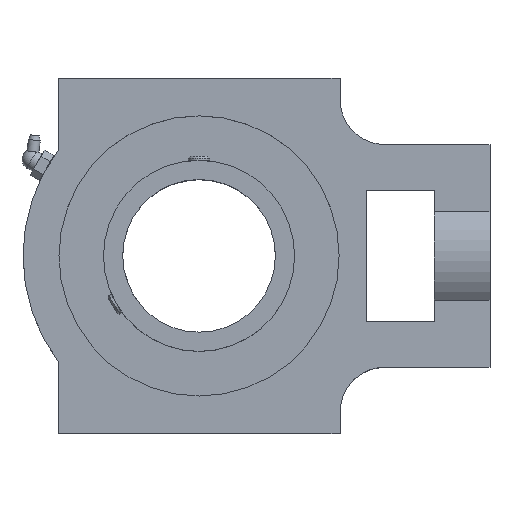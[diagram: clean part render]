
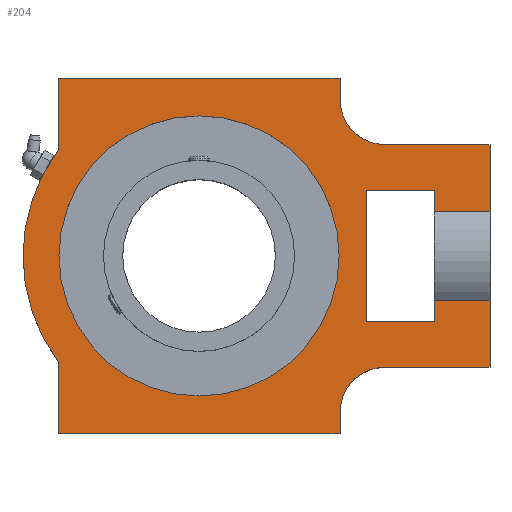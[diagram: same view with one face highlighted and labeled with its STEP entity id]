
A CAD part, top view. The second image highlights one B-rep face of the part: STEP entity #204.
In plain terms, the highlighted planar face has unit normal (0, 0, 1).
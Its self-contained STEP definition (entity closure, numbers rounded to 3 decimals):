
#204 = ADVANCED_FACE( '', ( #343, #344 ), #345, .T. );
#343 = FACE_BOUND( '', #535, .T. );
#344 = FACE_OUTER_BOUND( '', #536, .T. );
#345 = PLANE( '', #537 );
#535 = EDGE_LOOP( '', ( #852 ) );
#536 = EDGE_LOOP( '', ( #853, #854, #855, #856, #857, #858, #859, #860, #861, #862, #863, #864, #865, #866, #867, #868, #869, #870, #871, #872 ) );
#537 = AXIS2_PLACEMENT_3D( '', #873, #874, #875 );
#852 = ORIENTED_EDGE( '', *, *, #1276, .F. );
#853 = ORIENTED_EDGE( '', *, *, #1277, .T. );
#854 = ORIENTED_EDGE( '', *, *, #1278, .F. );
#855 = ORIENTED_EDGE( '', *, *, #1279, .T. );
#856 = ORIENTED_EDGE( '', *, *, #1280, .F. );
#857 = ORIENTED_EDGE( '', *, *, #1281, .T. );
#858 = ORIENTED_EDGE( '', *, *, #1282, .T. );
#859 = ORIENTED_EDGE( '', *, *, #1283, .T. );
#860 = ORIENTED_EDGE( '', *, *, #1284, .T. );
#861 = ORIENTED_EDGE( '', *, *, #1285, .T. );
#862 = ORIENTED_EDGE( '', *, *, #1286, .F. );
#863 = ORIENTED_EDGE( '', *, *, #1287, .T. );
#864 = ORIENTED_EDGE( '', *, *, #1288, .F. );
#865 = ORIENTED_EDGE( '', *, *, #1289, .F. );
#866 = ORIENTED_EDGE( '', *, *, #1290, .T. );
#867 = ORIENTED_EDGE( '', *, *, #1291, .F. );
#868 = ORIENTED_EDGE( '', *, *, #1292, .F. );
#869 = ORIENTED_EDGE( '', *, *, #1293, .F. );
#870 = ORIENTED_EDGE( '', *, *, #1294, .T. );
#871 = ORIENTED_EDGE( '', *, *, #1295, .T. );
#872 = ORIENTED_EDGE( '', *, *, #1296, .F. );
#873 = CARTESIAN_POINT( '', ( 131., 99., 27. ) );
#874 = DIRECTION( '', ( 0., 0., 1. ) );
#875 = DIRECTION( '', ( 1., 0., 0. ) );
#1276 = EDGE_CURVE( '', #1496, #1496, #1497, .T. );
#1277 = EDGE_CURVE( '', #1498, #1499, #1500, .T. );
#1278 = EDGE_CURVE( '', #1501, #1499, #1502, .T. );
#1279 = EDGE_CURVE( '', #1501, #1503, #1504, .T. );
#1280 = EDGE_CURVE( '', #1505, #1503, #1506, .T. );
#1281 = EDGE_CURVE( '', #1505, #1507, #1508, .T. );
#1282 = EDGE_CURVE( '', #1507, #1509, #1510, .T. );
#1283 = EDGE_CURVE( '', #1509, #1511, #1512, .T. );
#1284 = EDGE_CURVE( '', #1511, #1513, #1514, .T. );
#1285 = EDGE_CURVE( '', #1513, #1515, #1516, .T. );
#1286 = EDGE_CURVE( '', #1517, #1515, #1518, .T. );
#1287 = EDGE_CURVE( '', #1517, #1519, #1520, .T. );
#1288 = EDGE_CURVE( '', #1521, #1519, #1522, .T. );
#1289 = EDGE_CURVE( '', #1523, #1521, #1524, .T. );
#1290 = EDGE_CURVE( '', #1523, #1525, #1526, .T. );
#1291 = EDGE_CURVE( '', #1527, #1525, #1528, .T. );
#1292 = EDGE_CURVE( '', #1529, #1527, #1530, .T. );
#1293 = EDGE_CURVE( '', #1531, #1529, #1532, .T. );
#1294 = EDGE_CURVE( '', #1531, #1533, #1534, .T. );
#1295 = EDGE_CURVE( '', #1533, #1535, #1536, .T. );
#1296 = EDGE_CURVE( '', #1498, #1535, #1537, .T. );
#1496 = VERTEX_POINT( '', #2147 );
#1497 = CIRCLE( '', #2148, 78. );
#1498 = VERTEX_POINT( '', #2149 );
#1499 = VERTEX_POINT( '', #2150 );
#1500 = LINE( '', #2151, #2152 );
#1501 = VERTEX_POINT( '', #2153 );
#1502 = CIRCLE( '', #2154, 25. );
#1503 = VERTEX_POINT( '', #2155 );
#1504 = LINE( '', #2156, #2157 );
#1505 = VERTEX_POINT( '', #2158 );
#1506 = LINE( '', #2159, #2160 );
#1507 = VERTEX_POINT( '', #2161 );
#1508 = LINE( '', #2162, #2163 );
#1509 = VERTEX_POINT( '', #2164 );
#1510 = CIRCLE( '', #2165, 98. );
#1511 = VERTEX_POINT( '', #2166 );
#1512 = LINE( '', #2167, #2168 );
#1513 = VERTEX_POINT( '', #2169 );
#1514 = LINE( '', #2170, #2171 );
#1515 = VERTEX_POINT( '', #2172 );
#1516 = LINE( '', #2173, #2174 );
#1517 = VERTEX_POINT( '', #2175 );
#1518 = CIRCLE( '', #2176, 25. );
#1519 = VERTEX_POINT( '', #2177 );
#1520 = LINE( '', #2178, #2179 );
#1521 = VERTEX_POINT( '', #2180 );
#1522 = LINE( '', #2181, #2182 );
#1523 = VERTEX_POINT( '', #2183 );
#1524 = LINE( '', #2184, #2185 );
#1525 = VERTEX_POINT( '', #2186 );
#1526 = LINE( '', #2187, #2188 );
#1527 = VERTEX_POINT( '', #2189 );
#1528 = LINE( '', #2190, #2191 );
#1529 = VERTEX_POINT( '', #2192 );
#1530 = LINE( '', #2193, #2194 );
#1531 = VERTEX_POINT( '', #2195 );
#1532 = LINE( '', #2196, #2197 );
#1533 = VERTEX_POINT( '', #2198 );
#1534 = LINE( '', #2199, #2200 );
#1535 = VERTEX_POINT( '', #2201 );
#1536 = LINE( '', #2202, #2203 );
#1537 = LINE( '', #2204, #2205 );
#2147 = CARTESIAN_POINT( '', ( 78., 0., 27. ) );
#2148 = AXIS2_PLACEMENT_3D( '', #2546, #2547, #2548 );
#2149 = CARTESIAN_POINT( '', ( 162., 62., 27. ) );
#2150 = CARTESIAN_POINT( '', ( 103.5, 62., 27. ) );
#2151 = CARTESIAN_POINT( '', ( 162., 62., 27. ) );
#2152 = VECTOR( '', #2549, 1000. );
#2153 = CARTESIAN_POINT( '', ( 78.5, 87., 27. ) );
#2154 = AXIS2_PLACEMENT_3D( '', #2550, #2551, #2552 );
#2155 = CARTESIAN_POINT( '', ( 78.5, 99., 27. ) );
#2156 = CARTESIAN_POINT( '', ( 78.5, 87., 27. ) );
#2157 = VECTOR( '', #2553, 1000. );
#2158 = CARTESIAN_POINT( '', ( -78.5, 99., 27. ) );
#2159 = CARTESIAN_POINT( '', ( -129., 99., 27. ) );
#2160 = VECTOR( '', #2554, 1000. );
#2161 = CARTESIAN_POINT( '', ( -78.5, 58.666, 27. ) );
#2162 = CARTESIAN_POINT( '', ( -78.5, 99., 27. ) );
#2163 = VECTOR( '', #2555, 1000. );
#2164 = CARTESIAN_POINT( '', ( -78.5, -58.666, 27. ) );
#2165 = AXIS2_PLACEMENT_3D( '', #2556, #2557, #2558 );
#2166 = CARTESIAN_POINT( '', ( -78.5, -99., 27. ) );
#2167 = CARTESIAN_POINT( '', ( -78.5, -58.666, 27. ) );
#2168 = VECTOR( '', #2559, 1000. );
#2169 = CARTESIAN_POINT( '', ( 78.5, -99., 27. ) );
#2170 = CARTESIAN_POINT( '', ( -129., -99., 27. ) );
#2171 = VECTOR( '', #2560, 1000. );
#2172 = CARTESIAN_POINT( '', ( 78.5, -87., 27. ) );
#2173 = CARTESIAN_POINT( '', ( 78.5, -99., 27. ) );
#2174 = VECTOR( '', #2561, 1000. );
#2175 = CARTESIAN_POINT( '', ( 103.5, -62., 27. ) );
#2176 = AXIS2_PLACEMENT_3D( '', #2562, #2563, #2564 );
#2177 = CARTESIAN_POINT( '', ( 162., -62., 27. ) );
#2178 = CARTESIAN_POINT( '', ( 103.5, -62., 27. ) );
#2179 = VECTOR( '', #2565, 1000. );
#2180 = CARTESIAN_POINT( '', ( 162., -24.561, 27. ) );
#2181 = CARTESIAN_POINT( '', ( 162., -24.561, 27. ) );
#2182 = VECTOR( '', #2566, 1000. );
#2183 = CARTESIAN_POINT( '', ( 131., -24.561, 27. ) );
#2184 = CARTESIAN_POINT( '', ( 131., -24.561, 27. ) );
#2185 = VECTOR( '', #2567, 1000. );
#2186 = CARTESIAN_POINT( '', ( 131., -36.5, 27. ) );
#2187 = CARTESIAN_POINT( '', ( 131., -24.561, 27. ) );
#2188 = VECTOR( '', #2568, 1000. );
#2189 = CARTESIAN_POINT( '', ( 93., -36.5, 27. ) );
#2190 = CARTESIAN_POINT( '', ( 93., -36.5, 27. ) );
#2191 = VECTOR( '', #2569, 1000. );
#2192 = CARTESIAN_POINT( '', ( 93., 36.5, 27. ) );
#2193 = CARTESIAN_POINT( '', ( 93., 36.5, 27. ) );
#2194 = VECTOR( '', #2570, 1000. );
#2195 = CARTESIAN_POINT( '', ( 131., 36.5, 27. ) );
#2196 = CARTESIAN_POINT( '', ( 131., 36.5, 27. ) );
#2197 = VECTOR( '', #2571, 1000. );
#2198 = CARTESIAN_POINT( '', ( 131., 24.561, 27. ) );
#2199 = CARTESIAN_POINT( '', ( 131., 99., 27. ) );
#2200 = VECTOR( '', #2572, 1000. );
#2201 = CARTESIAN_POINT( '', ( 162., 24.561, 27. ) );
#2202 = CARTESIAN_POINT( '', ( 131., 24.561, 27. ) );
#2203 = VECTOR( '', #2573, 1000. );
#2204 = CARTESIAN_POINT( '', ( 162., 99., 27. ) );
#2205 = VECTOR( '', #2574, 1000. );
#2546 = CARTESIAN_POINT( '', ( 0., 0., 27. ) );
#2547 = DIRECTION( '', ( 0., 0., 1. ) );
#2548 = DIRECTION( '', ( 1., 0., 0. ) );
#2549 = DIRECTION( '', ( -1., 0., 0. ) );
#2550 = CARTESIAN_POINT( '', ( 103.5, 87., 27. ) );
#2551 = DIRECTION( '', ( 0., 0., 1. ) );
#2552 = DIRECTION( '', ( 1., 0., 0. ) );
#2553 = DIRECTION( '', ( 0., 1., 0. ) );
#2554 = DIRECTION( '', ( 1., 0., 0. ) );
#2555 = DIRECTION( '', ( 0., -1., 0. ) );
#2556 = CARTESIAN_POINT( '', ( 0., 0., 27. ) );
#2557 = DIRECTION( '', ( 0., 0., 1. ) );
#2558 = DIRECTION( '', ( 1., 0., 0. ) );
#2559 = DIRECTION( '', ( 0., -1., 0. ) );
#2560 = DIRECTION( '', ( 1., 0., 0. ) );
#2561 = DIRECTION( '', ( 0., 1., 0. ) );
#2562 = CARTESIAN_POINT( '', ( 103.5, -87., 27. ) );
#2563 = DIRECTION( '', ( 0., 0., 1. ) );
#2564 = DIRECTION( '', ( 1., 0., 0. ) );
#2565 = DIRECTION( '', ( 1., 0., 0. ) );
#2566 = DIRECTION( '', ( 0., -1., 0. ) );
#2567 = DIRECTION( '', ( 1., 0., 0. ) );
#2568 = DIRECTION( '', ( 0., -1., 0. ) );
#2569 = DIRECTION( '', ( 1., 0., 0. ) );
#2570 = DIRECTION( '', ( 0., -1., 0. ) );
#2571 = DIRECTION( '', ( -1., 0., 0. ) );
#2572 = DIRECTION( '', ( 0., -1., 0. ) );
#2573 = DIRECTION( '', ( 1., 0., 0. ) );
#2574 = DIRECTION( '', ( 0., -1., 0. ) );
